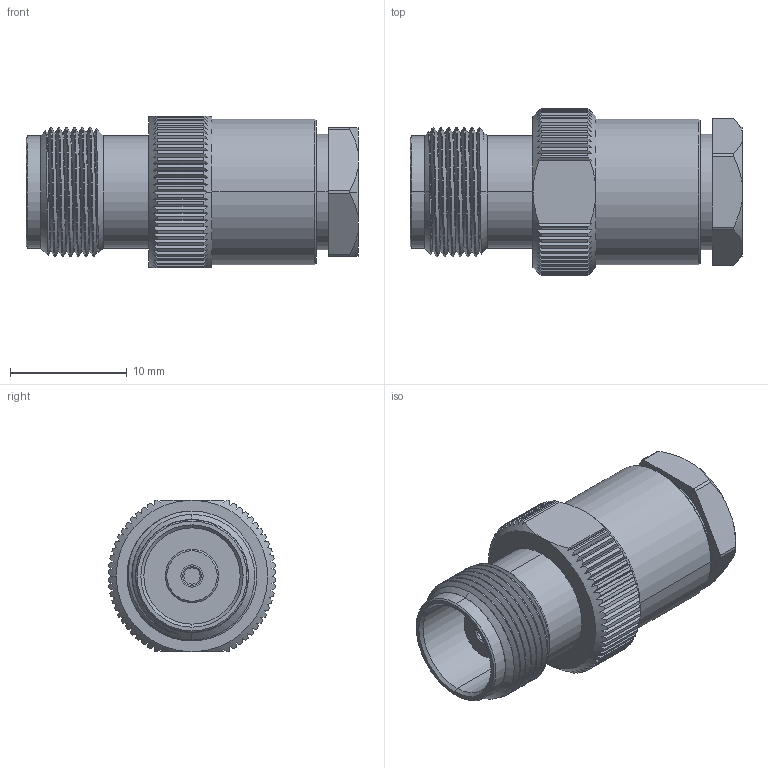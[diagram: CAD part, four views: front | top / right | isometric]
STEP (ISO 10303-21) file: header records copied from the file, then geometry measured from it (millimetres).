
FILE_DESCRIPTION (( 'STEP AP203' ), '1' );
FILE_NAME ('PE4145.step', '2018-07-27T21:11:36', ( '' ), ( '' ), 'SwSTEP 2.0', 'SolidWorks 2017', '' );
FILE_SCHEMA (( 'CONFIG_CONTROL_DESIGN' ));
Length unit declared in the file: inch
Products named in the file (1): PE4145
Bounding box: 28.45 x 14.37 x 12.98 mm (x, y, z)
Volume: 2658.1 mm3; surface area: 2033.7 mm2
Topology: 2 solids, 2 shells, 279 faces, 782 edges, 516 vertices
Faces by surface type: plane 145, cylinder 100, cone 31, bspline 3
Entity records: 10771 total; most frequent: CARTESIAN_POINT 4012, ORIENTED_EDGE 1564, DIRECTION 1206, EDGE_CURVE 782, VERTEX_POINT 516, AXIS2_PLACEMENT_3D 473, EDGE_LOOP 290, B_SPLINE_CURVE_WITH_KNOTS 282
